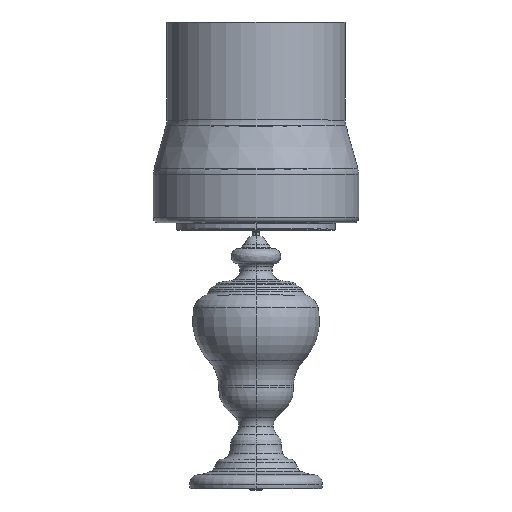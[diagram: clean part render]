
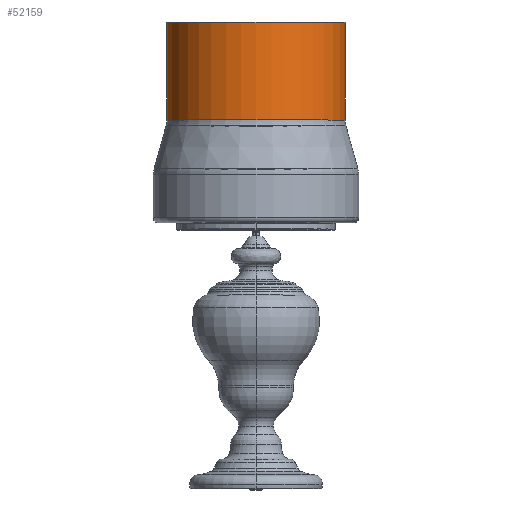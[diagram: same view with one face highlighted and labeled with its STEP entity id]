
A CAD part, top view. The second image highlights one B-rep face of the part: STEP entity #52159.
In plain terms, the highlighted cylindrical face has radius 167 mm (diameter 334 mm), a partial arc.
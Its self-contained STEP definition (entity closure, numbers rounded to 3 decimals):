
#2413 = VERTEX_POINT ( 'NONE', #66621 ) ;
#3428 = VERTEX_POINT ( 'NONE', #65163 ) ;
#4373 = EDGE_CURVE ( 'NONE', #5375, #39993, #34891, .T. ) ;
#4997 = ORIENTED_EDGE ( 'NONE', *, *, #20579, .F. ) ;
#5375 = VERTEX_POINT ( 'NONE', #9958 ) ;
#8828 = CARTESIAN_POINT ( 'NONE',  ( 0., 845.183, 0. ) ) ;
#9958 = CARTESIAN_POINT ( 'NONE',  ( 167., 676.448, 0. ) ) ;
#10069 = ORIENTED_EDGE ( 'NONE', *, *, #68056, .T. ) ;
#10820 = DIRECTION ( 'NONE',  ( 1., 0., 0. ) ) ;
#20579 = EDGE_CURVE ( 'NONE', #2413, #3428, #53938, .T. ) ;
#23144 = DIRECTION ( 'NONE',  ( 0., 1., 0. ) ) ;
#23856 = EDGE_LOOP ( 'NONE', ( #4997, #62483, #63262, #10069 ) ) ;
#25828 = CARTESIAN_POINT ( 'NONE',  ( -167., 845.183, 0. ) ) ;
#26207 = DIRECTION ( 'NONE',  ( 0., -1., 0. ) ) ;
#28530 = AXIS2_PLACEMENT_3D ( 'NONE', #8828, #32781, #72330 ) ;
#32781 = DIRECTION ( 'NONE',  ( 0., 1., 0. ) ) ;
#34029 = CIRCLE ( 'NONE', #55927, 167. ) ;
#34250 = CARTESIAN_POINT ( 'NONE',  ( 167., 858.95, 0. ) ) ;
#34891 = LINE ( 'NONE', #57339, #50241 ) ;
#36849 = DIRECTION ( 'NONE',  ( 0., 1., 0. ) ) ;
#37947 = CIRCLE ( 'NONE', #65898, 167. ) ;
#39993 = VERTEX_POINT ( 'NONE', #34250 ) ;
#40456 = DIRECTION ( 'NONE',  ( 0., 1., 0. ) ) ;
#42185 = DIRECTION ( 'NONE',  ( -1., 0., 0. ) ) ;
#47875 = CARTESIAN_POINT ( 'NONE',  ( 0., 858.95, 0. ) ) ;
#50241 = VECTOR ( 'NONE', #23144, 1000. ) ;
#51836 = CARTESIAN_POINT ( 'NONE',  ( 0., 676.448, 0. ) ) ;
#52159 = ADVANCED_FACE ( 'NONE', ( #61702 ), #73458, .T. ) ;
#53938 = LINE ( 'NONE', #25828, #65778 ) ;
#55927 = AXIS2_PLACEMENT_3D ( 'NONE', #51836, #40456, #10820 ) ;
#57339 = CARTESIAN_POINT ( 'NONE',  ( 167., 845.183, 0. ) ) ;
#61702 = FACE_OUTER_BOUND ( 'NONE', #23856, .T. ) ;
#62483 = ORIENTED_EDGE ( 'NONE', *, *, #66541, .T. ) ;
#63262 = ORIENTED_EDGE ( 'NONE', *, *, #4373, .T. ) ;
#65163 = CARTESIAN_POINT ( 'NONE',  ( -167., 858.95, 0. ) ) ;
#65778 = VECTOR ( 'NONE', #36849, 1000. ) ;
#65898 = AXIS2_PLACEMENT_3D ( 'NONE', #47875, #26207, #42185 ) ;
#66541 = EDGE_CURVE ( 'NONE', #2413, #5375, #34029, .T. ) ;
#66621 = CARTESIAN_POINT ( 'NONE',  ( -167., 676.448, 0. ) ) ;
#68056 = EDGE_CURVE ( 'NONE', #39993, #3428, #37947, .T. ) ;
#72330 = DIRECTION ( 'NONE',  ( 1., 0., 0. ) ) ;
#73458 = CYLINDRICAL_SURFACE ( 'NONE', #28530, 167. ) ;
